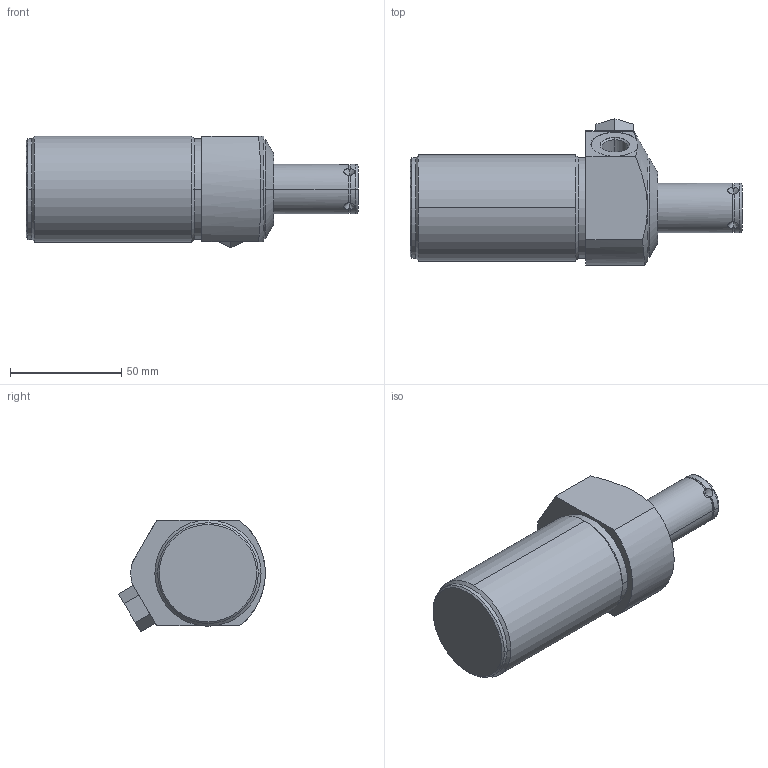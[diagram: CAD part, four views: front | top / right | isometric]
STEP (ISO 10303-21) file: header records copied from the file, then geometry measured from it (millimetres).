
FILE_DESCRIPTION((''),'2;1');
FILE_NAME('ILCM41501112','2018-10-04T',('ngp'),(''),'PRO/ENGINEER BY PARAMETRIC TECHNOLOGY CORPORATION, 2013320','PRO/ENGINEER BY PARAMETRIC TECHNOLOGY CORPORATION, 2013320','');
FILE_SCHEMA(('AUTOMOTIVE_DESIGN { 1 0 10303 214 1 1 1 1 }'));
Length unit declared in the file: millimetre
Products named in the file (1): ILCM41501112
Bounding box: 149 x 65.77 x 50.2 mm (x, y, z)
Volume: 223157.6 mm3; surface area: 27232.8 mm2
Topology: 1 solids, 3 shells, 88 faces, 228 edges, 141 vertices
Faces by surface type: cylinder 32, plane 30, cone 24, torus 2
Entity records: 3727 total; most frequent: CARTESIAN_POINT 783, ORIENTED_EDGE 432, DIRECTION 426, PRESENTATION_STYLE_ASSIGNMENT 233, STYLED_ITEM 220, CURVE_STYLE 218, EDGE_CURVE 218, AXIS2_PLACEMENT_3D 175
